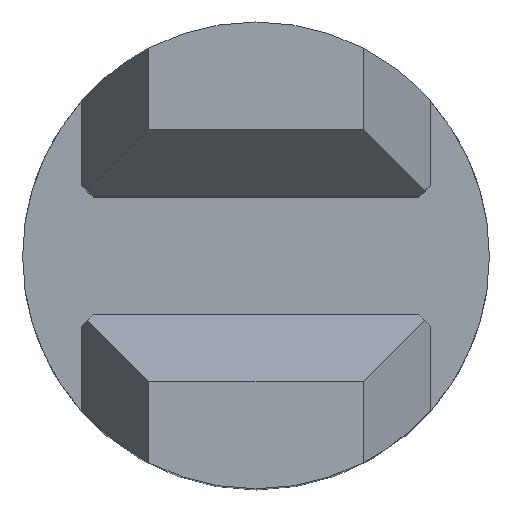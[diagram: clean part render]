
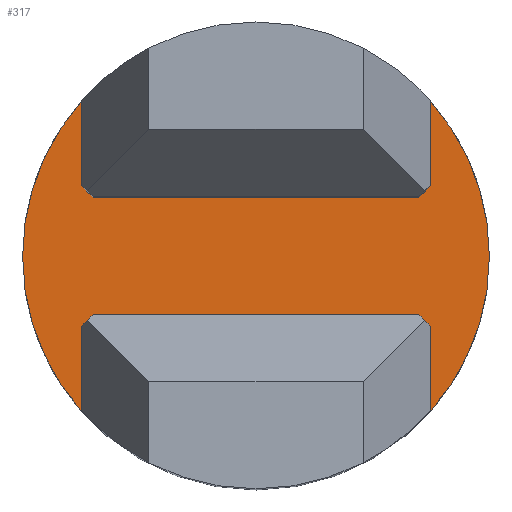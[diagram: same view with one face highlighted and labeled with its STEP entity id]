
A CAD part, top view. The second image highlights one B-rep face of the part: STEP entity #317.
In plain terms, the highlighted planar face has unit normal (0, 0, 1).
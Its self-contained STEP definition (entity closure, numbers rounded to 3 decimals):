
#9 = ORIENTED_EDGE ( 'NONE', *, *, #832, .F. ) ;
#29 = CARTESIAN_POINT ( 'NONE',  ( 0., 0., 5. ) ) ;
#30 = EDGE_CURVE ( 'NONE', #501, #397, #448, .T. ) ;
#42 = CARTESIAN_POINT ( 'NONE',  ( -14.95, 6.05, 5. ) ) ;
#44 = DIRECTION ( 'NONE',  ( -0.707, 0.707, 0. ) ) ;
#52 = CARTESIAN_POINT ( 'NONE',  ( 13.95, 5.05, 5. ) ) ;
#58 = CARTESIAN_POINT ( 'NONE',  ( -4.45, 4.45, 5. ) ) ;
#67 = CARTESIAN_POINT ( 'NONE',  ( 0., 0., 5. ) ) ;
#68 = EDGE_CURVE ( 'NONE', #735, #136, #115, .T. ) ;
#78 = CARTESIAN_POINT ( 'NONE',  ( 14.95, -20., 5. ) ) ;
#87 = ORIENTED_EDGE ( 'NONE', *, *, #259, .F. ) ;
#90 = DIRECTION ( 'NONE',  ( -0.707, -0.707, 0. ) ) ;
#98 = EDGE_CURVE ( 'NONE', #723, #395, #757, .T. ) ;
#115 = CIRCLE ( 'NONE', #243, 20. ) ;
#121 = AXIS2_PLACEMENT_3D ( 'NONE', #423, #710, #126 ) ;
#126 = DIRECTION ( 'NONE',  ( -1., 0., 0. ) ) ;
#129 = LINE ( 'NONE', #653, #138 ) ;
#136 = VERTEX_POINT ( 'NONE', #337 ) ;
#138 = VECTOR ( 'NONE', #950, 1000. ) ;
#140 = CARTESIAN_POINT ( 'NONE',  ( 0., 0., 5. ) ) ;
#141 = ORIENTED_EDGE ( 'NONE', *, *, #98, .T. ) ;
#152 = CARTESIAN_POINT ( 'NONE',  ( -13.95, -5.05, 5. ) ) ;
#170 = VECTOR ( 'NONE', #627, 1000. ) ;
#190 = CARTESIAN_POINT ( 'NONE',  ( 14.95, 13.285, 5. ) ) ;
#213 = AXIS2_PLACEMENT_3D ( 'NONE', #614, #526, #390 ) ;
#217 = CARTESIAN_POINT ( 'NONE',  ( 14.95, -20., 5. ) ) ;
#228 = AXIS2_PLACEMENT_3D ( 'NONE', #29, #366, #665 ) ;
#231 = CIRCLE ( 'NONE', #213, 20. ) ;
#240 = CARTESIAN_POINT ( 'NONE',  ( -4.45, -4.45, 5. ) ) ;
#243 = AXIS2_PLACEMENT_3D ( 'NONE', #140, #436, #889 ) ;
#253 = CARTESIAN_POINT ( 'NONE',  ( -14.95, -13.285, 5. ) ) ;
#254 = CARTESIAN_POINT ( 'NONE',  ( 14.95, -6.05, 5. ) ) ;
#255 = CARTESIAN_POINT ( 'NONE',  ( -13.95, 5.05, 5. ) ) ;
#259 = EDGE_CURVE ( 'NONE', #391, #829, #755, .T. ) ;
#266 = ORIENTED_EDGE ( 'NONE', *, *, #650, .T. ) ;
#267 = CARTESIAN_POINT ( 'NONE',  ( -20., 5.05, 5. ) ) ;
#281 = EDGE_CURVE ( 'NONE', #397, #823, #739, .T. ) ;
#284 = LINE ( 'NONE', #217, #367 ) ;
#290 = DIRECTION ( 'NONE',  ( -1., 0., 0. ) ) ;
#299 = CARTESIAN_POINT ( 'NONE',  ( 4.45, -4.45, 5. ) ) ;
#317 = ADVANCED_FACE ( 'NONE', ( #695 ), #509, .F. ) ;
#319 = VECTOR ( 'NONE', #90, 1000. ) ;
#329 = LINE ( 'NONE', #856, #867 ) ;
#337 = CARTESIAN_POINT ( 'NONE',  ( -14.95, 13.285, 5. ) ) ;
#339 = EDGE_CURVE ( 'NONE', #900, #723, #849, .T. ) ;
#366 = DIRECTION ( 'NONE',  ( 0., 0., -1. ) ) ;
#367 = VECTOR ( 'NONE', #512, 1000. ) ;
#370 = DIRECTION ( 'NONE',  ( 0.707, -0.707, 0. ) ) ;
#382 = CARTESIAN_POINT ( 'NONE',  ( 4.45, 4.45, 5. ) ) ;
#389 = CIRCLE ( 'NONE', #121, 20. ) ;
#390 = DIRECTION ( 'NONE',  ( -1., 0., 0. ) ) ;
#391 = VERTEX_POINT ( 'NONE', #190 ) ;
#395 = VERTEX_POINT ( 'NONE', #42 ) ;
#396 = CARTESIAN_POINT ( 'NONE',  ( -20., 0., 5. ) ) ;
#397 = VERTEX_POINT ( 'NONE', #254 ) ;
#423 = CARTESIAN_POINT ( 'NONE',  ( 0., 0., 5. ) ) ;
#431 = ORIENTED_EDGE ( 'NONE', *, *, #568, .T. ) ;
#435 = LINE ( 'NONE', #943, #634 ) ;
#436 = DIRECTION ( 'NONE',  ( 0., 0., -1. ) ) ;
#446 = EDGE_CURVE ( 'NONE', #792, #711, #329, .T. ) ;
#448 = LINE ( 'NONE', #382, #748 ) ;
#498 = VERTEX_POINT ( 'NONE', #152 ) ;
#501 = VERTEX_POINT ( 'NONE', #658 ) ;
#509 = PLANE ( 'NONE',  #866 ) ;
#512 = DIRECTION ( 'NONE',  ( 0., -1., 0. ) ) ;
#526 = DIRECTION ( 'NONE',  ( 0., 0., -1. ) ) ;
#552 = ORIENTED_EDGE ( 'NONE', *, *, #281, .T. ) ;
#562 = VERTEX_POINT ( 'NONE', #791 ) ;
#568 = EDGE_CURVE ( 'NONE', #395, #136, #129, .T. ) ;
#572 = EDGE_CURVE ( 'NONE', #391, #562, #284, .T. ) ;
#605 = EDGE_CURVE ( 'NONE', #792, #735, #231, .T. ) ;
#610 = ORIENTED_EDGE ( 'NONE', *, *, #30, .T. ) ;
#614 = CARTESIAN_POINT ( 'NONE',  ( 0., 0., 5. ) ) ;
#615 = ORIENTED_EDGE ( 'NONE', *, *, #861, .T. ) ;
#618 = CARTESIAN_POINT ( 'NONE',  ( -14.95, -6.05, 5. ) ) ;
#619 = ORIENTED_EDGE ( 'NONE', *, *, #572, .T. ) ;
#623 = ORIENTED_EDGE ( 'NONE', *, *, #846, .T. ) ;
#627 = DIRECTION ( 'NONE',  ( -1., 0., 0. ) ) ;
#634 = VECTOR ( 'NONE', #882, 1000. ) ;
#649 = VECTOR ( 'NONE', #868, 1000. ) ;
#650 = EDGE_CURVE ( 'NONE', #562, #900, #690, .T. ) ;
#653 = CARTESIAN_POINT ( 'NONE',  ( -14.95, -20., 5. ) ) ;
#658 = CARTESIAN_POINT ( 'NONE',  ( 13.95, -5.05, 5. ) ) ;
#665 = DIRECTION ( 'NONE',  ( -1., 0., 0. ) ) ;
#677 = DIRECTION ( 'NONE',  ( 0., -1., 0. ) ) ;
#690 = LINE ( 'NONE', #299, #319 ) ;
#694 = EDGE_LOOP ( 'NONE', ( #619, #266, #761, #141, #431, #885, #944, #744, #615, #623, #610, #552, #9, #87 ) ) ;
#695 = FACE_OUTER_BOUND ( 'NONE', #694, .T. ) ;
#710 = DIRECTION ( 'NONE',  ( 0., 0., -1. ) ) ;
#711 = VERTEX_POINT ( 'NONE', #618 ) ;
#719 = CARTESIAN_POINT ( 'NONE',  ( 14.95, -13.285, 5. ) ) ;
#723 = VERTEX_POINT ( 'NONE', #255 ) ;
#725 = LINE ( 'NONE', #58, #649 ) ;
#730 = CARTESIAN_POINT ( 'NONE',  ( 20., 0., 5. ) ) ;
#735 = VERTEX_POINT ( 'NONE', #396 ) ;
#739 = LINE ( 'NONE', #78, #783 ) ;
#744 = ORIENTED_EDGE ( 'NONE', *, *, #446, .T. ) ;
#748 = VECTOR ( 'NONE', #370, 1000. ) ;
#755 = CIRCLE ( 'NONE', #228, 20. ) ;
#757 = LINE ( 'NONE', #240, #935 ) ;
#761 = ORIENTED_EDGE ( 'NONE', *, *, #339, .T. ) ;
#783 = VECTOR ( 'NONE', #677, 1000. ) ;
#791 = CARTESIAN_POINT ( 'NONE',  ( 14.95, 6.05, 5. ) ) ;
#792 = VERTEX_POINT ( 'NONE', #253 ) ;
#823 = VERTEX_POINT ( 'NONE', #719 ) ;
#829 = VERTEX_POINT ( 'NONE', #730 ) ;
#832 = EDGE_CURVE ( 'NONE', #829, #823, #389, .T. ) ;
#846 = EDGE_CURVE ( 'NONE', #498, #501, #435, .T. ) ;
#849 = LINE ( 'NONE', #267, #170 ) ;
#856 = CARTESIAN_POINT ( 'NONE',  ( -14.95, -20., 5. ) ) ;
#861 = EDGE_CURVE ( 'NONE', #711, #498, #725, .T. ) ;
#866 = AXIS2_PLACEMENT_3D ( 'NONE', #67, #953, #290 ) ;
#867 = VECTOR ( 'NONE', #924, 1000. ) ;
#868 = DIRECTION ( 'NONE',  ( 0.707, 0.707, 0. ) ) ;
#882 = DIRECTION ( 'NONE',  ( 1., 0., 0. ) ) ;
#885 = ORIENTED_EDGE ( 'NONE', *, *, #68, .F. ) ;
#889 = DIRECTION ( 'NONE',  ( -1., 0., 0. ) ) ;
#900 = VERTEX_POINT ( 'NONE', #52 ) ;
#924 = DIRECTION ( 'NONE',  ( 0., 1., 0. ) ) ;
#935 = VECTOR ( 'NONE', #44, 1000. ) ;
#943 = CARTESIAN_POINT ( 'NONE',  ( -20., -5.05, 5. ) ) ;
#944 = ORIENTED_EDGE ( 'NONE', *, *, #605, .F. ) ;
#950 = DIRECTION ( 'NONE',  ( 0., 1., 0. ) ) ;
#953 = DIRECTION ( 'NONE',  ( 0., 0., -1. ) ) ;
